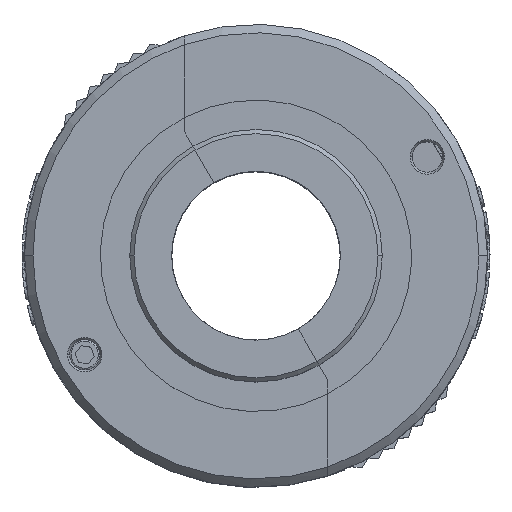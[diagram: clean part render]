
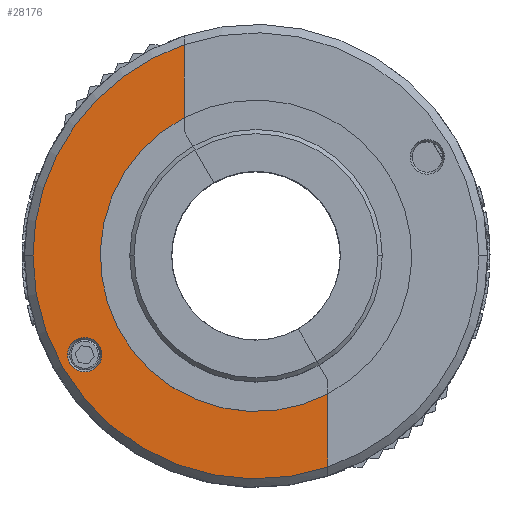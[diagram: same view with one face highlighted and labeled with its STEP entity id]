
A CAD part, top view. The second image highlights one B-rep face of the part: STEP entity #28176.
In plain terms, the highlighted planar face has unit normal (0, 0, 1).
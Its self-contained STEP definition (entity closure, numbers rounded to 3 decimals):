
#62 = DIRECTION ( 'NONE',  ( 0., 0., 1. ) ) ;
#567 = VERTEX_POINT ( 'NONE', #13396 ) ;
#931 = CARTESIAN_POINT ( 'NONE',  ( -20.35, -11.75, -7.5 ) ) ;
#1180 = VERTEX_POINT ( 'NONE', #33523 ) ;
#2343 = CIRCLE ( 'NONE', #45498, 18.5 ) ;
#2357 = ORIENTED_EDGE ( 'NONE', *, *, #14499, .F. ) ;
#2864 = VERTEX_POINT ( 'NONE', #17899 ) ;
#3126 = CARTESIAN_POINT ( 'NONE',  ( -20.35, -11.75, -7.5 ) ) ;
#3398 = DIRECTION ( 'NONE',  ( 1., 0., 0. ) ) ;
#4581 = EDGE_CURVE ( 'NONE', #34638, #15680, #52351, .T. ) ;
#5174 = CARTESIAN_POINT ( 'NONE',  ( -22.4, -11.75, -7.5 ) ) ;
#6865 = EDGE_CURVE ( 'NONE', #567, #1180, #19415, .T. ) ;
#7769 = VECTOR ( 'NONE', #51733, 1000. ) ;
#8335 = DIRECTION ( 'NONE',  ( 0., 0., 1. ) ) ;
#9575 = CARTESIAN_POINT ( 'NONE',  ( 8.5, 18.5, -7.5 ) ) ;
#9744 = DIRECTION ( 'NONE',  ( 1., 0., 0. ) ) ;
#10150 = EDGE_CURVE ( 'NONE', #35624, #29257, #38856, .T. ) ;
#11878 = CARTESIAN_POINT ( 'NONE',  ( 0., 18.5, -7.5 ) ) ;
#12211 = DIRECTION ( 'NONE',  ( -1., 0., 0. ) ) ;
#12486 = CARTESIAN_POINT ( 'NONE',  ( 0., 0., -7.5 ) ) ;
#12679 = DIRECTION ( 'NONE',  ( -1., 0., 0. ) ) ;
#12945 = CARTESIAN_POINT ( 'NONE',  ( -26.5, 0., -7.5 ) ) ;
#13396 = CARTESIAN_POINT ( 'NONE',  ( -8.5, 16.432, -7.5 ) ) ;
#14499 = EDGE_CURVE ( 'NONE', #15680, #34638, #27421, .T. ) ;
#15680 = VERTEX_POINT ( 'NONE', #18783 ) ;
#16013 = AXIS2_PLACEMENT_3D ( 'NONE', #3126, #62, #3398 ) ;
#17349 = PLANE ( 'NONE',  #52203 ) ;
#17899 = CARTESIAN_POINT ( 'NONE',  ( 8.5, -16.432, -7.5 ) ) ;
#18783 = CARTESIAN_POINT ( 'NONE',  ( -18.3, -11.75, -7.5 ) ) ;
#19415 = LINE ( 'NONE', #48945, #23608 ) ;
#20433 = EDGE_CURVE ( 'NONE', #567, #2864, #2343, .T. ) ;
#22539 = LINE ( 'NONE', #9575, #7769 ) ;
#23034 = ORIENTED_EDGE ( 'NONE', *, *, #4581, .F. ) ;
#23608 = VECTOR ( 'NONE', #29072, 1000. ) ;
#24286 = AXIS2_PLACEMENT_3D ( 'NONE', #12486, #8335, #12211 ) ;
#26617 = DIRECTION ( 'NONE',  ( 1., 0., 0. ) ) ;
#27421 = CIRCLE ( 'NONE', #16013, 2.05 ) ;
#27853 = ORIENTED_EDGE ( 'NONE', *, *, #31843, .T. ) ;
#28176 = ADVANCED_FACE ( 'NONE', ( #33654, #49630 ), #17349, .F. ) ;
#28388 = EDGE_LOOP ( 'NONE', ( #48113, #29001, #46309, #27853, #43177 ) ) ;
#29001 = ORIENTED_EDGE ( 'NONE', *, *, #29097, .T. ) ;
#29072 = DIRECTION ( 'NONE',  ( 0., 1., 0. ) ) ;
#29097 = EDGE_CURVE ( 'NONE', #1180, #35624, #43641, .T. ) ;
#29257 = VERTEX_POINT ( 'NONE', #36917 ) ;
#29396 = DIRECTION ( 'NONE',  ( -1., 0., 0. ) ) ;
#30750 = DIRECTION ( 'NONE',  ( 0., 0., 1. ) ) ;
#31843 = EDGE_CURVE ( 'NONE', #29257, #2864, #22539, .T. ) ;
#32999 = CARTESIAN_POINT ( 'NONE',  ( 0., 0., -7.5 ) ) ;
#33523 = CARTESIAN_POINT ( 'NONE',  ( -8.5, 25.1, -7.5 ) ) ;
#33654 = FACE_BOUND ( 'NONE', #50915, .T. ) ;
#34638 = VERTEX_POINT ( 'NONE', #5174 ) ;
#35624 = VERTEX_POINT ( 'NONE', #12945 ) ;
#36917 = CARTESIAN_POINT ( 'NONE',  ( 8.5, -25.1, -7.5 ) ) ;
#38856 = CIRCLE ( 'NONE', #39761, 26.5 ) ;
#38997 = DIRECTION ( 'NONE',  ( 0., 0., 1. ) ) ;
#39043 = CARTESIAN_POINT ( 'NONE',  ( 0., 0., -7.5 ) ) ;
#39761 = AXIS2_PLACEMENT_3D ( 'NONE', #32999, #53646, #29396 ) ;
#42458 = DIRECTION ( 'NONE',  ( 0., 0., -1. ) ) ;
#43177 = ORIENTED_EDGE ( 'NONE', *, *, #20433, .F. ) ;
#43641 = CIRCLE ( 'NONE', #24286, 26.5 ) ;
#45498 = AXIS2_PLACEMENT_3D ( 'NONE', #39043, #30750, #26617 ) ;
#46309 = ORIENTED_EDGE ( 'NONE', *, *, #10150, .T. ) ;
#48113 = ORIENTED_EDGE ( 'NONE', *, *, #6865, .T. ) ;
#48945 = CARTESIAN_POINT ( 'NONE',  ( -8.5, 18.5, -7.5 ) ) ;
#49630 = FACE_OUTER_BOUND ( 'NONE', #28388, .T. ) ;
#50915 = EDGE_LOOP ( 'NONE', ( #2357, #23034 ) ) ;
#51733 = DIRECTION ( 'NONE',  ( 0., 1., 0. ) ) ;
#52203 = AXIS2_PLACEMENT_3D ( 'NONE', #11878, #42458, #12679 ) ;
#52351 = CIRCLE ( 'NONE', #54162, 2.05 ) ;
#53646 = DIRECTION ( 'NONE',  ( 0., 0., 1. ) ) ;
#54162 = AXIS2_PLACEMENT_3D ( 'NONE', #931, #38997, #9744 ) ;
